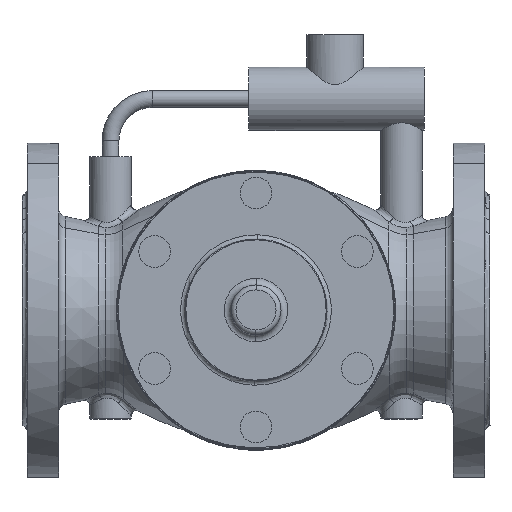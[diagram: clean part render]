
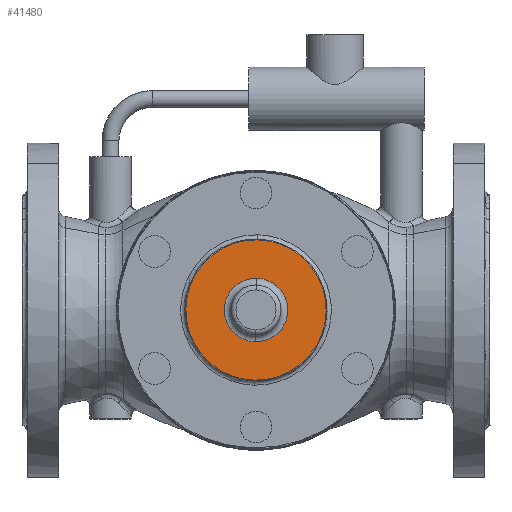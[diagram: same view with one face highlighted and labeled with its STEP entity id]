
A CAD part, top view. The second image highlights one B-rep face of the part: STEP entity #41480.
In plain terms, the highlighted planar face has unit normal (0, 0, 1).
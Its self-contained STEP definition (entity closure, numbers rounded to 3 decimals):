
#41352=AXIS2_PLACEMENT_3D('Circle Axis2P3D',#41350,#41351,$) ;
#41376=AXIS2_PLACEMENT_3D('Circle Axis2P3D',#41374,#41375,$) ;
#41414=AXIS2_PLACEMENT_3D('Plane Axis2P3D',#41411,#41412,#41413) ;
#41347=CARTESIAN_POINT('Vertex',(0.986,41.988,297.5)) ;
#41350=CARTESIAN_POINT('Axis2P3D Location',(0.,0.,297.5)) ;
#41354=CARTESIAN_POINT('Vertex',(-0.986,-41.988,297.5)) ;
#41374=CARTESIAN_POINT('Axis2P3D Location',(0.,0.,297.5)) ;
#41411=CARTESIAN_POINT('Axis2P3D Location',(-9.498,-16.456,297.5)) ;
#41421=CARTESIAN_POINT('Control Point',(-0.446,-18.995,297.5)) ;
#41422=CARTESIAN_POINT('Control Point',(1.475,-19.04,297.5)) ;
#41423=CARTESIAN_POINT('Control Point',(3.402,-18.842,297.5)) ;
#41424=CARTESIAN_POINT('Control Point',(5.294,-18.4,297.5)) ;
#41425=CARTESIAN_POINT('Control Point',(8.925,-17.048,297.5)) ;
#41426=CARTESIAN_POINT('Control Point',(12.104,-14.835,297.5)) ;
#41427=CARTESIAN_POINT('Control Point',(13.546,-13.532,297.5)) ;
#41428=CARTESIAN_POINT('Control Point',(16.067,-10.59,297.5)) ;
#41429=CARTESIAN_POINT('Control Point',(17.776,-7.114,297.5)) ;
#41430=CARTESIAN_POINT('Control Point',(18.406,-5.276,297.5)) ;
#41431=CARTESIAN_POINT('Control Point',(19.186,-1.481,297.5)) ;
#41432=CARTESIAN_POINT('Control Point',(18.997,2.389,297.5)) ;
#41433=CARTESIAN_POINT('Control Point',(18.657,4.302,297.5)) ;
#41434=CARTESIAN_POINT('Control Point',(17.501,8.,297.5)) ;
#41435=CARTESIAN_POINT('Control Point',(15.462,11.293,297.5)) ;
#41436=CARTESIAN_POINT('Control Point',(14.237,12.802,297.5)) ;
#41437=CARTESIAN_POINT('Control Point',(11.435,15.477,297.5)) ;
#41438=CARTESIAN_POINT('Control Point',(8.055,17.37,297.5)) ;
#41439=CARTESIAN_POINT('Control Point',(6.253,18.097,297.5)) ;
#41440=CARTESIAN_POINT('Control Point',(3.982,18.692,297.5)) ;
#41441=CARTESIAN_POINT('Control Point',(1.666,18.933,297.5)) ;
#41442=CARTESIAN_POINT('Control Point',(1.259,18.965,297.5)) ;
#41443=CARTESIAN_POINT('Control Point',(0.853,18.985,297.5)) ;
#41444=CARTESIAN_POINT('Control Point',(0.446,18.995,297.5)) ;
#41445=CARTESIAN_POINT('Vertex',(-0.446,-18.995,297.5)) ;
#41447=CARTESIAN_POINT('Vertex',(0.446,18.995,297.5)) ;
#41451=CARTESIAN_POINT('Control Point',(0.446,18.995,297.5)) ;
#41452=CARTESIAN_POINT('Control Point',(-1.475,19.04,297.5)) ;
#41453=CARTESIAN_POINT('Control Point',(-3.402,18.842,297.5)) ;
#41454=CARTESIAN_POINT('Control Point',(-5.294,18.4,297.5)) ;
#41455=CARTESIAN_POINT('Control Point',(-8.925,17.048,297.5)) ;
#41456=CARTESIAN_POINT('Control Point',(-12.104,14.835,297.5)) ;
#41457=CARTESIAN_POINT('Control Point',(-13.546,13.532,297.5)) ;
#41458=CARTESIAN_POINT('Control Point',(-16.067,10.59,297.5)) ;
#41459=CARTESIAN_POINT('Control Point',(-17.776,7.114,297.5)) ;
#41460=CARTESIAN_POINT('Control Point',(-18.406,5.276,297.5)) ;
#41461=CARTESIAN_POINT('Control Point',(-19.186,1.481,297.5)) ;
#41462=CARTESIAN_POINT('Control Point',(-18.997,-2.389,297.5)) ;
#41463=CARTESIAN_POINT('Control Point',(-18.657,-4.302,297.5)) ;
#41464=CARTESIAN_POINT('Control Point',(-17.501,-8.,297.5)) ;
#41465=CARTESIAN_POINT('Control Point',(-15.462,-11.293,297.5)) ;
#41466=CARTESIAN_POINT('Control Point',(-14.237,-12.802,297.5)) ;
#41467=CARTESIAN_POINT('Control Point',(-11.435,-15.477,297.5)) ;
#41468=CARTESIAN_POINT('Control Point',(-8.055,-17.37,297.5)) ;
#41469=CARTESIAN_POINT('Control Point',(-6.253,-18.097,297.5)) ;
#41470=CARTESIAN_POINT('Control Point',(-3.982,-18.692,297.5)) ;
#41471=CARTESIAN_POINT('Control Point',(-1.666,-18.933,297.5)) ;
#41472=CARTESIAN_POINT('Control Point',(-1.259,-18.965,297.5)) ;
#41473=CARTESIAN_POINT('Control Point',(-0.853,-18.985,297.5)) ;
#41474=CARTESIAN_POINT('Control Point',(-0.446,-18.995,297.5)) ;
#41351=DIRECTION('Axis2P3D Direction',(0.,0.,1.)) ;
#41375=DIRECTION('Axis2P3D Direction',(0.,0.,1.)) ;
#41412=DIRECTION('Axis2P3D Direction',(0.,0.,1.)) ;
#41413=DIRECTION('Axis2P3D XDirection',(0.5,0.866,0.)) ;
#41417=ORIENTED_EDGE('',*,*,#41378,.T.) ;
#41418=ORIENTED_EDGE('',*,*,#41356,.T.) ;
#41477=ORIENTED_EDGE('',*,*,#41449,.F.) ;
#41478=ORIENTED_EDGE('',*,*,#41475,.F.) ;
#41479=FACE_BOUND('',#41476,.T.) ;
#41480=ADVANCED_FACE('Brep With Voids',(#41419,#41479),#41415,.T.) ;
#41420=B_SPLINE_CURVE_WITH_KNOTS('',5,(#41421,#41422,#41423,#41424,#41425,#41426,#41427,#41428,#41429,#41430,#41431,#41432,#41433,#41434,#41435,#41436,#41437,#41438,#41439,#41440,#41441,#41442,#41443,#41444),.UNSPECIFIED.,.F.,.U.,(6,3,3,3,3,3,3,6),(0.,13.624,27.249,40.873,54.498,68.122,81.747,84.63),.UNSPECIFIED.) ;
#41450=B_SPLINE_CURVE_WITH_KNOTS('',5,(#41451,#41452,#41453,#41454,#41455,#41456,#41457,#41458,#41459,#41460,#41461,#41462,#41463,#41464,#41465,#41466,#41467,#41468,#41469,#41470,#41471,#41472,#41473,#41474),.UNSPECIFIED.,.F.,.U.,(6,3,3,3,3,3,3,6),(0.,13.624,27.249,40.873,54.498,68.122,81.747,84.63),.UNSPECIFIED.) ;
#41353=CIRCLE('generated circle',#41352,42.) ;
#41377=CIRCLE('generated circle',#41376,42.) ;
#41356=EDGE_CURVE('',#41355,#41348,#41353,.T.) ;
#41378=EDGE_CURVE('',#41348,#41355,#41377,.T.) ;
#41449=EDGE_CURVE('',#41446,#41448,#41420,.T.) ;
#41475=EDGE_CURVE('',#41448,#41446,#41450,.T.) ;
#41416=EDGE_LOOP('',(#41417,#41418)) ;
#41476=EDGE_LOOP('',(#41477,#41478)) ;
#41419=FACE_OUTER_BOUND('',#41416,.T.) ;
#41415=PLANE('Plane',#41414) ;
#41348=VERTEX_POINT('',#41347) ;
#41355=VERTEX_POINT('',#41354) ;
#41446=VERTEX_POINT('',#41445) ;
#41448=VERTEX_POINT('',#41447) ;
